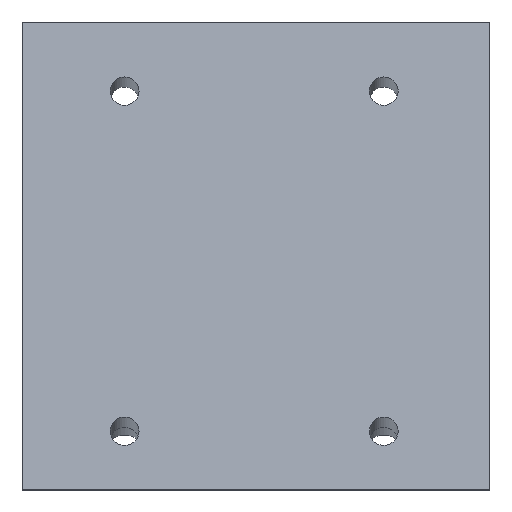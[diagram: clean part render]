
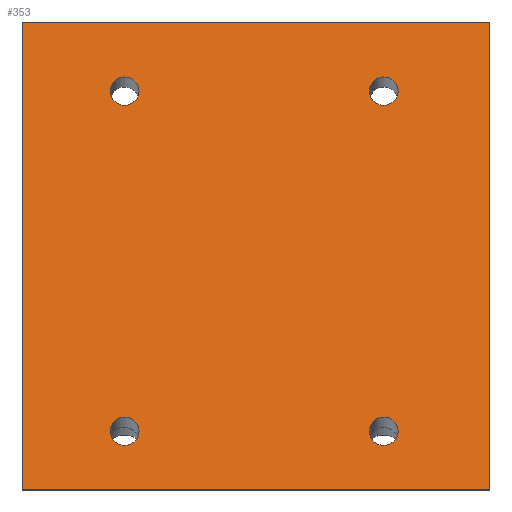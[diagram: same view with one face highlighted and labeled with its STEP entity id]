
A CAD part, top view. The second image highlights one B-rep face of the part: STEP entity #353.
In plain terms, the highlighted planar face has unit normal (0, 0.174, 0.985).
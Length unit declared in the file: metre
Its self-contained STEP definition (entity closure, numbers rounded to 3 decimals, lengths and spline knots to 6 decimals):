
#27=LINE('',#578,#39);
#32=LINE('',#604,#44);
#34=LINE('',#608,#46);
#35=LINE('',#609,#47);
#39=VECTOR('',#466,1.);
#44=VECTOR('',#491,1.);
#46=VECTOR('',#495,1.);
#47=VECTOR('',#496,1.);
#51=PLANE('',#408);
#86=ORIENTED_EDGE('',*,*,#136,.T.);
#87=ORIENTED_EDGE('',*,*,#134,.T.);
#88=ORIENTED_EDGE('',*,*,#132,.T.);
#89=ORIENTED_EDGE('',*,*,#130,.T.);
#90=ORIENTED_EDGE('',*,*,#156,.T.);
#91=ORIENTED_EDGE('',*,*,#141,.F.);
#92=ORIENTED_EDGE('',*,*,#157,.F.);
#93=ORIENTED_EDGE('',*,*,#154,.T.);
#130=EDGE_CURVE('',#166,#166,#202,.T.);
#132=EDGE_CURVE('',#168,#168,#204,.T.);
#134=EDGE_CURVE('',#170,#170,#206,.T.);
#136=EDGE_CURVE('',#172,#172,#208,.T.);
#141=EDGE_CURVE('',#177,#174,#27,.T.);
#154=EDGE_CURVE('',#189,#188,#32,.T.);
#156=EDGE_CURVE('',#188,#174,#34,.T.);
#157=EDGE_CURVE('',#189,#177,#35,.T.);
#166=VERTEX_POINT('',#552);
#168=VERTEX_POINT('',#557);
#170=VERTEX_POINT('',#562);
#172=VERTEX_POINT('',#567);
#174=VERTEX_POINT('',#572);
#177=VERTEX_POINT('',#577);
#188=VERTEX_POINT('',#603);
#189=VERTEX_POINT('',#605);
#202=CIRCLE('',#386,0.002);
#204=CIRCLE('',#389,0.002);
#206=CIRCLE('',#392,0.002);
#208=CIRCLE('',#395,0.002);
#241=EDGE_LOOP('',(#86));
#242=EDGE_LOOP('',(#87));
#243=EDGE_LOOP('',(#88));
#244=EDGE_LOOP('',(#89));
#245=EDGE_LOOP('',(#90,#91,#92,#93));
#295=FACE_BOUND('',#241,.T.);
#296=FACE_BOUND('',#242,.T.);
#297=FACE_BOUND('',#243,.T.);
#298=FACE_BOUND('',#244,.T.);
#299=FACE_BOUND('',#245,.T.);
#353=ADVANCED_FACE('',(#295,#296,#297,#298,#299),#51,.F.);
#386=AXIS2_PLACEMENT_3D('',#551,#439,#440);
#389=AXIS2_PLACEMENT_3D('',#556,#445,#446);
#392=AXIS2_PLACEMENT_3D('',#561,#451,#452);
#395=AXIS2_PLACEMENT_3D('',#566,#457,#458);
#408=AXIS2_PLACEMENT_3D('',#607,#493,#494);
#439=DIRECTION('',(0.,-0.174,-0.985));
#440=DIRECTION('',(0.,0.985,-0.174));
#445=DIRECTION('',(0.,-0.174,-0.985));
#446=DIRECTION('',(0.,0.985,-0.174));
#451=DIRECTION('',(0.,-0.174,-0.985));
#452=DIRECTION('',(0.,0.985,-0.174));
#457=DIRECTION('',(0.,-0.174,-0.985));
#458=DIRECTION('',(0.,0.985,-0.174));
#466=DIRECTION('',(-1.,0.,0.));
#491=DIRECTION('',(-1.,0.,0.));
#493=DIRECTION('',(0.,-0.174,-0.985));
#494=DIRECTION('',(0.,0.985,-0.174));
#495=DIRECTION('',(0.,-0.985,0.174));
#496=DIRECTION('',(0.,-0.985,0.174));
#551=CARTESIAN_POINT('',(0.01425,0.008125,0.020029));
#552=CARTESIAN_POINT('',(0.01425,0.010094,0.019681));
#556=CARTESIAN_POINT('',(0.05025,0.055395,0.011694));
#557=CARTESIAN_POINT('',(0.05025,0.057365,0.011346));
#561=CARTESIAN_POINT('',(0.01425,0.055395,0.011694));
#562=CARTESIAN_POINT('',(0.01425,0.057365,0.011346));
#566=CARTESIAN_POINT('',(0.05025,0.008125,0.020029));
#567=CARTESIAN_POINT('',(0.05025,0.010094,0.019681));
#572=CARTESIAN_POINT('',(0.,0.,0.021461));
#577=CARTESIAN_POINT('',(0.065,0.,0.021461));
#578=CARTESIAN_POINT('',(0.065,0.,0.021461));
#603=CARTESIAN_POINT('',(0.,0.065,0.01));
#604=CARTESIAN_POINT('',(0.065,0.065,0.01));
#605=CARTESIAN_POINT('',(0.065,0.065,0.01));
#607=CARTESIAN_POINT('',(0.065,0.0325,0.015731));
#608=CARTESIAN_POINT('',(0.,0.0325,0.015731));
#609=CARTESIAN_POINT('',(0.065,0.0325,0.015731));
